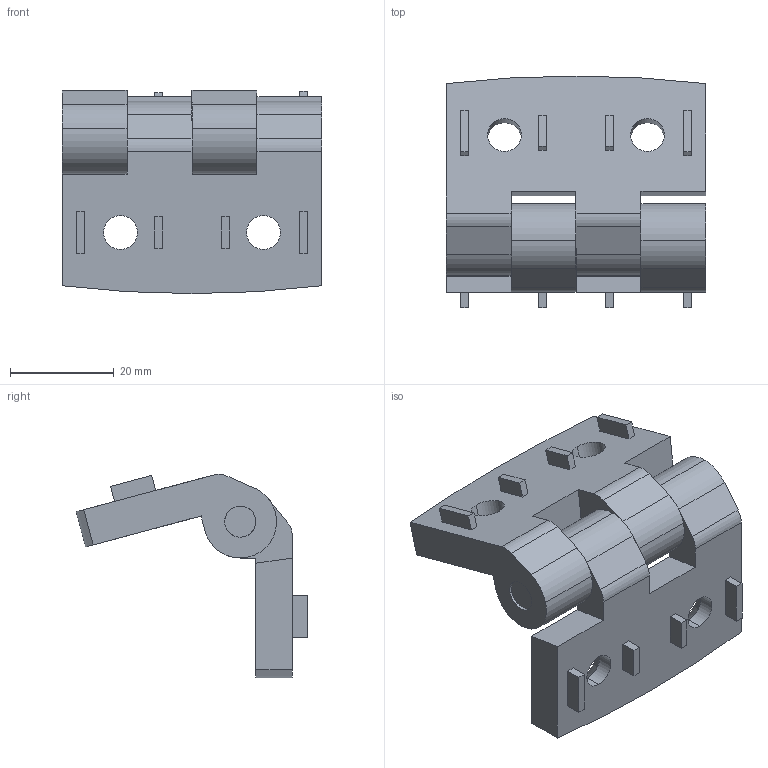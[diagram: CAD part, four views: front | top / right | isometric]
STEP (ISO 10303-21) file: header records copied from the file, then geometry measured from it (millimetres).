
FILE_DESCRIPTION (( 'STEP AP214' ), '1' );
FILE_NAME ('B867 Ïåòëÿ ïëàñòèêîâàÿ 30õ30.STEP', '2025-08-04T11:06:05', ( '' ), ( '' ), 'SwSTEP 2.0', 'SolidWorks 2025', '' );
FILE_SCHEMA (( 'AUTOMOTIVE_DESIGN' ));
Length unit declared in the file: millimetre
Products named in the file (3): B867 Петля пластиковая 30х30; Палец_00; Петля 30_00
Assembly tree (3 placements, depth 2):
  B867 Петля пластиковая 30х30
    Петля 30_00  x2
    Палец_00
Bounding box: 50 x 44.57 x 39.08 mm (x, y, z)
Volume: 23333.4 mm3; surface area: 12135.8 mm2
Topology: 3 solids, 3 shells, 108 faces, 282 edges, 188 vertices
Faces by surface type: plane 68, cylinder 32, cone 8
Entity records: 1844 total; most frequent: DIRECTION 310, CARTESIAN_POINT 302, ORIENTED_EDGE 288, EDGE_CURVE 144, AXIS2_PLACEMENT_3D 104, LINE 102, VECTOR 102, VERTEX_POINT 96
